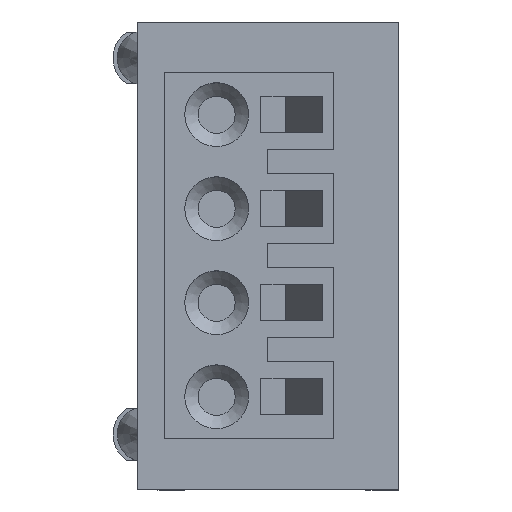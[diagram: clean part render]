
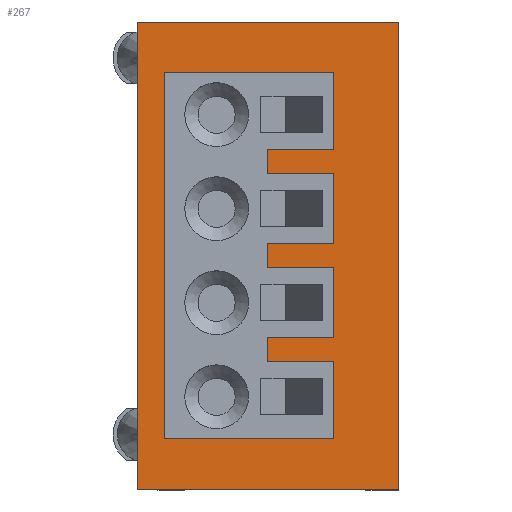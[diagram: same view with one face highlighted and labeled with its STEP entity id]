
A CAD part, top view. The second image highlights one B-rep face of the part: STEP entity #267.
In plain terms, the highlighted planar face has unit normal (0, 0, 1).
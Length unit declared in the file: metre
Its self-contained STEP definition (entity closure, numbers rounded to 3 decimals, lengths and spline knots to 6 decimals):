
#267 = ADVANCED_FACE( '', ( #717, #718 ), #719, .T. );
#717 = FACE_BOUND( '', #1350, .T. );
#718 = FACE_OUTER_BOUND( '', #1351, .T. );
#719 = PLANE( '', #1352 );
#1350 = EDGE_LOOP( '', ( #2265, #2266, #2267, #2268, #2269, #2270, #2271, #2272, #2273, #2274, #2275, #2276, #2277, #2278, #2279, #2280 ) );
#1351 = EDGE_LOOP( '', ( #2281, #2282, #2283, #2284 ) );
#1352 = AXIS2_PLACEMENT_3D( '', #2285, #2286, #2287 );
#2265 = ORIENTED_EDGE( '', *, *, #3987, .T. );
#2266 = ORIENTED_EDGE( '', *, *, #3988, .T. );
#2267 = ORIENTED_EDGE( '', *, *, #3989, .T. );
#2268 = ORIENTED_EDGE( '', *, *, #3975, .F. );
#2269 = ORIENTED_EDGE( '', *, *, #3990, .F. );
#2270 = ORIENTED_EDGE( '', *, *, #3991, .F. );
#2271 = ORIENTED_EDGE( '', *, *, #3992, .F. );
#2272 = ORIENTED_EDGE( '', *, *, #3993, .F. );
#2273 = ORIENTED_EDGE( '', *, *, #3994, .F. );
#2274 = ORIENTED_EDGE( '', *, *, #3995, .F. );
#2275 = ORIENTED_EDGE( '', *, *, #3996, .F. );
#2276 = ORIENTED_EDGE( '', *, *, #3997, .F. );
#2277 = ORIENTED_EDGE( '', *, *, #3984, .F. );
#2278 = ORIENTED_EDGE( '', *, *, #3972, .F. );
#2279 = ORIENTED_EDGE( '', *, *, #3998, .F. );
#2280 = ORIENTED_EDGE( '', *, *, #3999, .F. );
#2281 = ORIENTED_EDGE( '', *, *, #4000, .T. );
#2282 = ORIENTED_EDGE( '', *, *, #4001, .F. );
#2283 = ORIENTED_EDGE( '', *, *, #4002, .T. );
#2284 = ORIENTED_EDGE( '', *, *, #3951, .T. );
#2285 = CARTESIAN_POINT( '', ( -0.00127, -0.002285, 0.01258 ) );
#2286 = DIRECTION( '', ( 0., 0., 1. ) );
#2287 = DIRECTION( '', ( 1., 0., 0. ) );
#3951 = EDGE_CURVE( '', #4754, #4752, #4755, .T. );
#3972 = EDGE_CURVE( '', #4787, #4789, #4790, .T. );
#3975 = EDGE_CURVE( '', #4793, #4794, #4795, .T. );
#3984 = EDGE_CURVE( '', #4789, #4807, #4808, .T. );
#3987 = EDGE_CURVE( '', #4811, #4812, #4813, .T. );
#3988 = EDGE_CURVE( '', #4812, #4814, #4815, .T. );
#3989 = EDGE_CURVE( '', #4814, #4794, #4816, .T. );
#3990 = EDGE_CURVE( '', #4817, #4793, #4818, .T. );
#3991 = EDGE_CURVE( '', #4819, #4817, #4820, .T. );
#3992 = EDGE_CURVE( '', #4821, #4819, #4822, .T. );
#3993 = EDGE_CURVE( '', #4823, #4821, #4824, .T. );
#3994 = EDGE_CURVE( '', #4825, #4823, #4826, .T. );
#3995 = EDGE_CURVE( '', #4827, #4825, #4828, .T. );
#3996 = EDGE_CURVE( '', #4829, #4827, #4830, .T. );
#3997 = EDGE_CURVE( '', #4807, #4829, #4831, .T. );
#3998 = EDGE_CURVE( '', #4832, #4787, #4833, .T. );
#3999 = EDGE_CURVE( '', #4811, #4832, #4834, .T. );
#4000 = EDGE_CURVE( '', #4752, #4835, #4836, .T. );
#4001 = EDGE_CURVE( '', #4837, #4835, #4838, .T. );
#4002 = EDGE_CURVE( '', #4837, #4754, #4839, .T. );
#4752 = VERTEX_POINT( '', #5882 );
#4754 = VERTEX_POINT( '', #5885 );
#4755 = LINE( '', #5886, #5887 );
#4787 = VERTEX_POINT( '', #5932 );
#4789 = VERTEX_POINT( '', #5935 );
#4790 = LINE( '', #5936, #5937 );
#4793 = VERTEX_POINT( '', #5941 );
#4794 = VERTEX_POINT( '', #5942 );
#4795 = LINE( '', #5943, #5944 );
#4807 = VERTEX_POINT( '', #5960 );
#4808 = LINE( '', #5961, #5962 );
#4811 = VERTEX_POINT( '', #5966 );
#4812 = VERTEX_POINT( '', #5967 );
#4813 = LINE( '', #5968, #5969 );
#4814 = VERTEX_POINT( '', #5970 );
#4815 = LINE( '', #5971, #5972 );
#4816 = LINE( '', #5973, #5974 );
#4817 = VERTEX_POINT( '', #5975 );
#4818 = LINE( '', #5976, #5977 );
#4819 = VERTEX_POINT( '', #5978 );
#4820 = LINE( '', #5979, #5980 );
#4821 = VERTEX_POINT( '', #5981 );
#4822 = LINE( '', #5982, #5983 );
#4823 = VERTEX_POINT( '', #5984 );
#4824 = LINE( '', #5985, #5986 );
#4825 = VERTEX_POINT( '', #5987 );
#4826 = LINE( '', #5988, #5989 );
#4827 = VERTEX_POINT( '', #5990 );
#4828 = LINE( '', #5991, #5992 );
#4829 = VERTEX_POINT( '', #5993 );
#4830 = LINE( '', #5994, #5995 );
#4831 = LINE( '', #5996, #5997 );
#4832 = VERTEX_POINT( '', #5998 );
#4833 = LINE( '', #5999, #6000 );
#4834 = LINE( '', #6001, #6002 );
#4835 = VERTEX_POINT( '', #6003 );
#4836 = LINE( '', #6004, #6005 );
#4837 = VERTEX_POINT( '', #6006 );
#4838 = LINE( '', #6007, #6008 );
#4839 = LINE( '', #6009, #6010 );
#5882 = CARTESIAN_POINT( '', ( 0.0019, 0.018215, 0.01258 ) );
#5885 = CARTESIAN_POINT( '', ( 0.0019, -0.004505, 0.01258 ) );
#5886 = CARTESIAN_POINT( '', ( 0.0019, -0.002285, 0.01258 ) );
#5887 = VECTOR( '', #7370, 1. );
#5932 = CARTESIAN_POINT( '', ( -0.0045, 0.00171, 0.01258 ) );
#5935 = CARTESIAN_POINT( '', ( -0.0045, 0.00286, 0.01258 ) );
#5936 = CARTESIAN_POINT( '', ( -0.0045, 0.00171, 0.01258 ) );
#5937 = VECTOR( '', #7391, 1. );
#5941 = CARTESIAN_POINT( '', ( -0.00127, 0.012, 0.01258 ) );
#5942 = CARTESIAN_POINT( '', ( -0.00127, 0.015755, 0.01258 ) );
#5943 = CARTESIAN_POINT( '', ( -0.00127, -0.002285, 0.01258 ) );
#5944 = VECTOR( '', #7393, 1. );
#5960 = CARTESIAN_POINT( '', ( -0.00127, 0.00286, 0.01258 ) );
#5961 = CARTESIAN_POINT( '', ( -0.0045, 0.00286, 0.01258 ) );
#5962 = VECTOR( '', #7404, 1. );
#5966 = CARTESIAN_POINT( '', ( -0.00127, -0.002045, 0.01258 ) );
#5967 = CARTESIAN_POINT( '', ( -0.0095, -0.002045, 0.01258 ) );
#5968 = CARTESIAN_POINT( '', ( 0.000521, -0.002045, 0.01258 ) );
#5969 = VECTOR( '', #7406, 1. );
#5970 = CARTESIAN_POINT( '', ( -0.0095, 0.015755, 0.01258 ) );
#5971 = CARTESIAN_POINT( '', ( -0.0095, -0.002285, 0.01258 ) );
#5972 = VECTOR( '', #7407, 1. );
#5973 = CARTESIAN_POINT( '', ( -0.014652, 0.015755, 0.01258 ) );
#5974 = VECTOR( '', #7408, 1. );
#5975 = CARTESIAN_POINT( '', ( -0.0045, 0.012, 0.01258 ) );
#5976 = CARTESIAN_POINT( '', ( -0.0045, 0.012, 0.01258 ) );
#5977 = VECTOR( '', #7409, 1. );
#5978 = CARTESIAN_POINT( '', ( -0.0045, 0.01085, 0.01258 ) );
#5979 = CARTESIAN_POINT( '', ( -0.0045, 0.01085, 0.01258 ) );
#5980 = VECTOR( '', #7410, 1. );
#5981 = CARTESIAN_POINT( '', ( -0.00127, 0.01085, 0.01258 ) );
#5982 = CARTESIAN_POINT( '', ( -0.0012, 0.01085, 0.01258 ) );
#5983 = VECTOR( '', #7411, 1. );
#5984 = CARTESIAN_POINT( '', ( -0.00127, 0.00743, 0.01258 ) );
#5985 = CARTESIAN_POINT( '', ( -0.00127, -0.002285, 0.01258 ) );
#5986 = VECTOR( '', #7412, 1. );
#5987 = CARTESIAN_POINT( '', ( -0.0045, 0.00743, 0.01258 ) );
#5988 = CARTESIAN_POINT( '', ( -0.0045, 0.00743, 0.01258 ) );
#5989 = VECTOR( '', #7413, 1. );
#5990 = CARTESIAN_POINT( '', ( -0.0045, 0.00628, 0.01258 ) );
#5991 = CARTESIAN_POINT( '', ( -0.0045, 0.00628, 0.01258 ) );
#5992 = VECTOR( '', #7414, 1. );
#5993 = CARTESIAN_POINT( '', ( -0.00127, 0.00628, 0.01258 ) );
#5994 = CARTESIAN_POINT( '', ( -0.0012, 0.00628, 0.01258 ) );
#5995 = VECTOR( '', #7415, 1. );
#5996 = CARTESIAN_POINT( '', ( -0.00127, -0.002285, 0.01258 ) );
#5997 = VECTOR( '', #7416, 1. );
#5998 = CARTESIAN_POINT( '', ( -0.00127, 0.00171, 0.01258 ) );
#5999 = CARTESIAN_POINT( '', ( -0.0012, 0.00171, 0.01258 ) );
#6000 = VECTOR( '', #7417, 1. );
#6001 = CARTESIAN_POINT( '', ( -0.00127, -0.002285, 0.01258 ) );
#6002 = VECTOR( '', #7418, 1. );
#6003 = CARTESIAN_POINT( '', ( -0.0108, 0.018215, 0.01258 ) );
#6004 = CARTESIAN_POINT( '', ( 0.0019, 0.018215, 0.01258 ) );
#6005 = VECTOR( '', #7419, 1. );
#6006 = CARTESIAN_POINT( '', ( -0.0108, -0.004505, 0.01258 ) );
#6007 = CARTESIAN_POINT( '', ( -0.0108, -0.002285, 0.01258 ) );
#6008 = VECTOR( '', #7420, 1. );
#6009 = CARTESIAN_POINT( '', ( -0.0108, -0.004505, 0.01258 ) );
#6010 = VECTOR( '', #7421, 1. );
#7370 = DIRECTION( '', ( 0., 1., 0. ) );
#7391 = DIRECTION( '', ( 0., 1., 0. ) );
#7393 = DIRECTION( '', ( 0., 1., 0. ) );
#7404 = DIRECTION( '', ( 1., 0., 0. ) );
#7406 = DIRECTION( '', ( -1., 0., 0. ) );
#7407 = DIRECTION( '', ( 0., 1., 0. ) );
#7408 = DIRECTION( '', ( 1., 0., 0. ) );
#7409 = DIRECTION( '', ( 1., 0., 0. ) );
#7410 = DIRECTION( '', ( 0., 1., 0. ) );
#7411 = DIRECTION( '', ( -1., 0., 0. ) );
#7412 = DIRECTION( '', ( 0., 1., 0. ) );
#7413 = DIRECTION( '', ( 1., 0., 0. ) );
#7414 = DIRECTION( '', ( 0., 1., 0. ) );
#7415 = DIRECTION( '', ( -1., 0., 0. ) );
#7416 = DIRECTION( '', ( 0., 1., 0. ) );
#7417 = DIRECTION( '', ( -1., 0., 0. ) );
#7418 = DIRECTION( '', ( 0., 1., 0. ) );
#7419 = DIRECTION( '', ( -1., 0., 0. ) );
#7420 = DIRECTION( '', ( 0., 1., 0. ) );
#7421 = DIRECTION( '', ( 1., 0., 0. ) );
